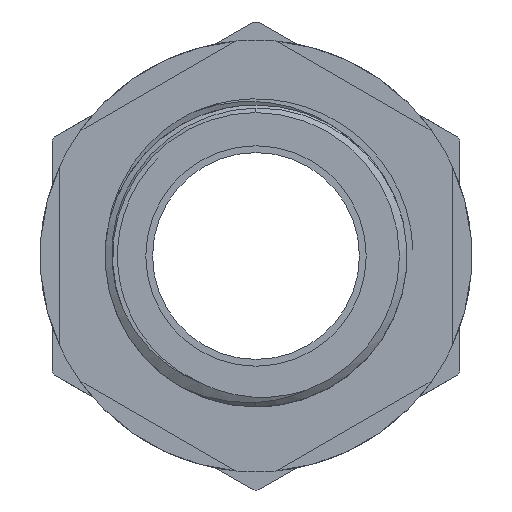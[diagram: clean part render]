
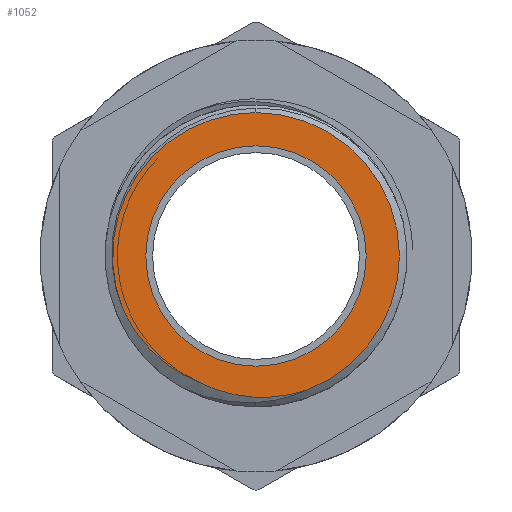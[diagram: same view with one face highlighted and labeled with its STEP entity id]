
A CAD part, front view. The second image highlights one B-rep face of the part: STEP entity #1052.
In plain terms, the highlighted planar face has unit normal (0, -1, 0).
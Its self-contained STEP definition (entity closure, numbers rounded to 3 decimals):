
#253 = CARTESIAN_POINT ( 'NONE',  ( -8.808, -10., -3.559 ) ) ;
#320 = CARTESIAN_POINT ( 'NONE',  ( 0., -10., 0. ) ) ;
#366 = CARTESIAN_POINT ( 'NONE',  ( 1.307, -10., -9.32 ) ) ;
#710 = CARTESIAN_POINT ( 'NONE',  ( -4.248, -10., -8.192 ) ) ;
#1048 = DIRECTION ( 'NONE',  ( 0., 0., 1. ) ) ;
#1052 = ADVANCED_FACE ( 'NONE', ( #6849, #6459 ), #10502, .F. ) ;
#1237 = DIRECTION ( 'NONE',  ( 0., -1., 0. ) ) ;
#1364 = CIRCLE ( 'NONE', #8772, 9.5 ) ;
#1558 = DIRECTION ( 'NONE',  ( 0., 0., -1. ) ) ;
#1624 = CARTESIAN_POINT ( 'NONE',  ( 2.793, -10., -9.072 ) ) ;
#1702 = CIRCLE ( 'NONE', #9659, 9.5 ) ;
#1774 = ORIENTED_EDGE ( 'NONE', *, *, #4126, .T. ) ;
#1821 = B_SPLINE_CURVE_WITH_KNOTS ( 'NONE', 3,
 ( #11416, #10320, #11461, #4320, #12597, #5505, #13729, #6721, #14872, #7956, #710, #9178 ),
 .UNSPECIFIED., .F., .F.,
 ( 4, 2, 2, 2, 2, 4 ),
 ( 0.003, 0.005, 0.006, 0.007, 0.009, 0.01 ),
 .UNSPECIFIED. ) ;
#1916 = CARTESIAN_POINT ( 'NONE',  ( -3.68, -10., -8.41 ) ) ;
#2139 = CARTESIAN_POINT ( 'NONE',  ( 0., -10., 9.5 ) ) ;
#2608 = AXIS2_PLACEMENT_3D ( 'NONE', #10985, #10398, #10302 ) ;
#2728 = VERTEX_POINT ( 'NONE', #2139 ) ;
#3254 = EDGE_LOOP ( 'NONE', ( #13114, #11846 ) ) ;
#3815 = EDGE_CURVE ( 'NONE', #6506, #12217, #4482, .T. ) ;
#3992 = CARTESIAN_POINT ( 'NONE',  ( -1.688, -10., -9.127 ) ) ;
#4126 = EDGE_CURVE ( 'NONE', #10396, #5499, #10145, .T. ) ;
#4320 = CARTESIAN_POINT ( 'NONE',  ( -7.733, -10., -5.364 ) ) ;
#4409 = ORIENTED_EDGE ( 'NONE', *, *, #8771, .T. ) ;
#4482 = CIRCLE ( 'NONE', #11155, 7.3 ) ;
#5198 = CARTESIAN_POINT ( 'NONE',  ( -0.796, -10., -9.287 ) ) ;
#5499 = VERTEX_POINT ( 'NONE', #10890 ) ;
#5505 = CARTESIAN_POINT ( 'NONE',  ( -7.149, -10., -6.06 ) ) ;
#5995 = EDGE_CURVE ( 'NONE', #2728, #9211, #1364, .T. ) ;
#6351 = CARTESIAN_POINT ( 'NONE',  ( -2.568, -10., -8.892 ) ) ;
#6394 = CARTESIAN_POINT ( 'NONE',  ( 0.101, -10., -9.359 ) ) ;
#6459 = FACE_OUTER_BOUND ( 'NONE', #11324, .T. ) ;
#6506 = VERTEX_POINT ( 'NONE', #12007 ) ;
#6584 = CARTESIAN_POINT ( 'NONE',  ( 0., -10., 0. ) ) ;
#6721 = CARTESIAN_POINT ( 'NONE',  ( -6.291, -10., -6.897 ) ) ;
#6808 = CARTESIAN_POINT ( 'NONE',  ( 0., -10., 7.3 ) ) ;
#6849 = FACE_BOUND ( 'NONE', #3254, .T. ) ;
#7418 = ORIENTED_EDGE ( 'NONE', *, *, #5995, .T. ) ;
#7634 = CARTESIAN_POINT ( 'NONE',  ( 1.004, -10., -9.345 ) ) ;
#7823 = DIRECTION ( 'NONE',  ( 0., 0., -1. ) ) ;
#7956 = CARTESIAN_POINT ( 'NONE',  ( -4.789, -10., -7.92 ) ) ;
#8305 = DIRECTION ( 'NONE',  ( 0., -1., 0. ) ) ;
#8492 = CARTESIAN_POINT ( 'NONE',  ( 0., -10., 0. ) ) ;
#8771 = EDGE_CURVE ( 'NONE', #9211, #10396, #1821, .T. ) ;
#8772 = AXIS2_PLACEMENT_3D ( 'NONE', #15191, #8305, #1048 ) ;
#8804 = DIRECTION ( 'NONE',  ( 0., -1., 0. ) ) ;
#8861 = CARTESIAN_POINT ( 'NONE',  ( 2.208, -10., -9.205 ) ) ;
#9062 = EDGE_CURVE ( 'NONE', #5499, #2728, #1702, .T. ) ;
#9178 = CARTESIAN_POINT ( 'NONE',  ( -3.68, -10., -8.41 ) ) ;
#9211 = VERTEX_POINT ( 'NONE', #253 ) ;
#9659 = AXIS2_PLACEMENT_3D ( 'NONE', #8492, #1237, #9702 ) ;
#9702 = DIRECTION ( 'NONE',  ( 0., 0., 1. ) ) ;
#10063 = CARTESIAN_POINT ( 'NONE',  ( 3.364, -10., -8.884 ) ) ;
#10112 = CIRCLE ( 'NONE', #13120, 7.3 ) ;
#10145 = B_SPLINE_CURVE_WITH_KNOTS ( 'NONE', 3,
 ( #11163, #12211, #6351, #3992, #12310, #5198, #13431, #6394, #14581, #7634, #366, #8861, #1624, #10063 ),
 .UNSPECIFIED., .F., .F.,
 ( 4, 2, 2, 2, 2, 2, 4 ),
 ( 0., 0.002, 0.003, 0.004, 0.005, 0.005, 0.007 ),
 .UNSPECIFIED. ) ;
#10302 = DIRECTION ( 'NONE',  ( 0., 0., 1. ) ) ;
#10320 = CARTESIAN_POINT ( 'NONE',  ( -8.559, -10., -4.105 ) ) ;
#10396 = VERTEX_POINT ( 'NONE', #1916 ) ;
#10398 = DIRECTION ( 'NONE',  ( 0., 1., 0. ) ) ;
#10502 = PLANE ( 'NONE',  #2608 ) ;
#10890 = CARTESIAN_POINT ( 'NONE',  ( 3.364, -10., -8.884 ) ) ;
#10985 = CARTESIAN_POINT ( 'NONE',  ( 0., -10., 0. ) ) ;
#11155 = AXIS2_PLACEMENT_3D ( 'NONE', #320, #8804, #1558 ) ;
#11163 = CARTESIAN_POINT ( 'NONE',  ( -3.68, -10., -8.41 ) ) ;
#11324 = EDGE_LOOP ( 'NONE', ( #11476, #7418, #4409, #1774 ) ) ;
#11416 = CARTESIAN_POINT ( 'NONE',  ( -8.808, -10., -3.559 ) ) ;
#11461 = CARTESIAN_POINT ( 'NONE',  ( -8.259, -10., -4.625 ) ) ;
#11476 = ORIENTED_EDGE ( 'NONE', *, *, #9062, .T. ) ;
#11846 = ORIENTED_EDGE ( 'NONE', *, *, #13492, .F. ) ;
#12007 = CARTESIAN_POINT ( 'NONE',  ( 0., -10., -7.3 ) ) ;
#12211 = CARTESIAN_POINT ( 'NONE',  ( -3.134, -10., -8.679 ) ) ;
#12217 = VERTEX_POINT ( 'NONE', #6808 ) ;
#12310 = CARTESIAN_POINT ( 'NONE',  ( -1.391, -10., -9.191 ) ) ;
#12597 = CARTESIAN_POINT ( 'NONE',  ( -7.544, -10., -5.604 ) ) ;
#13114 = ORIENTED_EDGE ( 'NONE', *, *, #3815, .F. ) ;
#13120 = AXIS2_PLACEMENT_3D ( 'NONE', #6584, #14756, #7823 ) ;
#13431 = CARTESIAN_POINT ( 'NONE',  ( -0.498, -10., -9.321 ) ) ;
#13492 = EDGE_CURVE ( 'NONE', #12217, #6506, #10112, .T. ) ;
#13729 = CARTESIAN_POINT ( 'NONE',  ( -6.942, -10., -6.277 ) ) ;
#14581 = CARTESIAN_POINT ( 'NONE',  ( 0.401, -10., -9.364 ) ) ;
#14756 = DIRECTION ( 'NONE',  ( 0., -1., 0. ) ) ;
#14872 = CARTESIAN_POINT ( 'NONE',  ( -5.817, -10., -7.269 ) ) ;
#15191 = CARTESIAN_POINT ( 'NONE',  ( 0., -10., 0. ) ) ;
